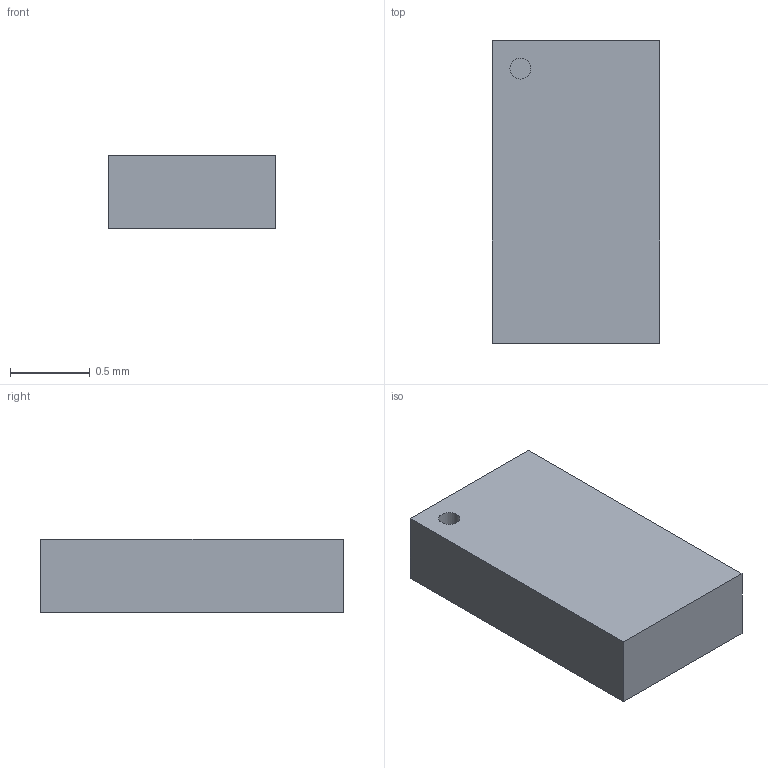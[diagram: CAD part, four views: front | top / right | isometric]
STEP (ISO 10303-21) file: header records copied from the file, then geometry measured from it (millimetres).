
FILE_DESCRIPTION(('Open CASCADE Model'),'2;1');
FILE_NAME('Open CASCADE Shape Model','2020-11-24T17:32:10',('Author'),( 'Open CASCADE'),'Open CASCADE STEP processor 6.8','Open CASCADE 6.8' ,'Unknown');
FILE_SCHEMA(('AUTOMOTIVE_DESIGN_CC2 { 1 2 10303 214 -1 1 5 4 }'));
Length unit declared in the file: millimetre
Products named in the file (4): SON50P100X50-8N.step; Open CASCADE STEP translator 6.8 30.1; Body; Open CASCADE STEP translator 6.8 30.2.1
Assembly tree (3 placements, depth 3):
  SON50P100X50-8N.step
    Open CASCADE STEP translator 6.8 30.1
    Body
      Open CASCADE STEP translator 6.8 30.2.1
Bounding box: 1.05 x 1.9 x 0.46 mm (x, y, z)
Volume: 0.9 mm3; surface area: 6.8 mm2
Topology: 1 solids, 2 shells, 9 faces, 16 edges, 11 vertices
Faces by surface type: plane 8, cylinder 1
Full cylindrical faces by diameter (mm): 0.131 x1
Entity records: 511 total; most frequent: CARTESIAN_POINT 77, DIRECTION 75, LINE 41, VECTOR 41, ORIENTED_EDGE 31, PCURVE 31, DEFINITIONAL_REPRESENTATION 31, AXIS2_PLACEMENT_3D 16
